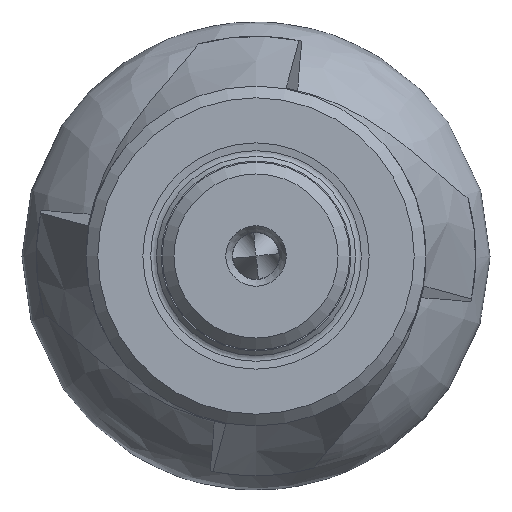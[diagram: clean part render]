
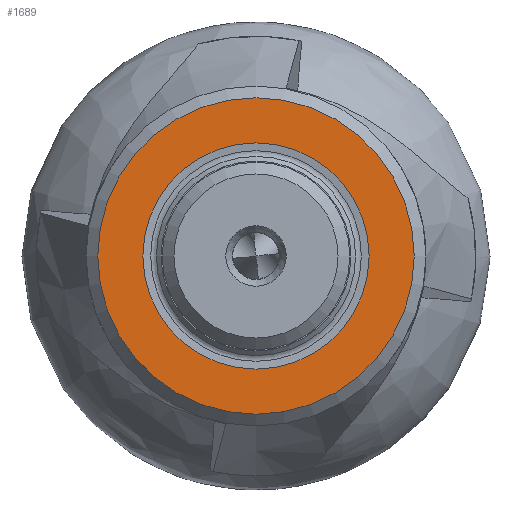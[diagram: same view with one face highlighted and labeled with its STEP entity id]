
A CAD part, left-side view. The second image highlights one B-rep face of the part: STEP entity #1689.
In plain terms, the highlighted planar face has unit normal (-1, 0, 0).
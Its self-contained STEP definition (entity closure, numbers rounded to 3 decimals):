
#54 = CARTESIAN_POINT ( 'NONE',  ( -41., 0., 0. ) ) ;
#124 = AXIS2_PLACEMENT_3D ( 'NONE', #147, #1933, #2599 ) ;
#147 = CARTESIAN_POINT ( 'NONE',  ( -41., 0., 0. ) ) ;
#332 = CARTESIAN_POINT ( 'NONE',  ( -41., 0., -13.5 ) ) ;
#477 = DIRECTION ( 'NONE',  ( 0., 0., -1. ) ) ;
#1070 = CARTESIAN_POINT ( 'NONE',  ( -41., 9.653, 0. ) ) ;
#1689 = ADVANCED_FACE ( 'NONE', ( #2556, #3782 ), #2278, .T. ) ;
#1839 = VERTEX_POINT ( 'NONE', #332 ) ;
#1933 = DIRECTION ( 'NONE',  ( 1., 0., 0. ) ) ;
#2064 = EDGE_CURVE ( 'NONE', #3057, #3057, #3133, .T. ) ;
#2278 = PLANE ( 'NONE',  #4819 ) ;
#2556 = FACE_BOUND ( 'NONE', #2815, .T. ) ;
#2599 = DIRECTION ( 'NONE',  ( 0., 0., -1. ) ) ;
#2815 = EDGE_LOOP ( 'NONE', ( #3502 ) ) ;
#2850 = EDGE_LOOP ( 'NONE', ( #3591 ) ) ;
#2921 = DIRECTION ( 'NONE',  ( 1., 0., 0. ) ) ;
#3057 = VERTEX_POINT ( 'NONE', #5186 ) ;
#3104 = DIRECTION ( 'NONE',  ( -1., 0., 0. ) ) ;
#3133 = CIRCLE ( 'NONE', #3983, 9.653 ) ;
#3502 = ORIENTED_EDGE ( 'NONE', *, *, #2064, .T. ) ;
#3591 = ORIENTED_EDGE ( 'NONE', *, *, #4721, .F. ) ;
#3782 = FACE_OUTER_BOUND ( 'NONE', #2850, .T. ) ;
#3983 = AXIS2_PLACEMENT_3D ( 'NONE', #54, #2921, #477 ) ;
#4161 = CIRCLE ( 'NONE', #124, 13.5 ) ;
#4332 = DIRECTION ( 'NONE',  ( 0., 0., 1. ) ) ;
#4721 = EDGE_CURVE ( 'NONE', #1839, #1839, #4161, .T. ) ;
#4819 = AXIS2_PLACEMENT_3D ( 'NONE', #1070, #3104, #4332 ) ;
#5186 = CARTESIAN_POINT ( 'NONE',  ( -41., 0., -9.653 ) ) ;
